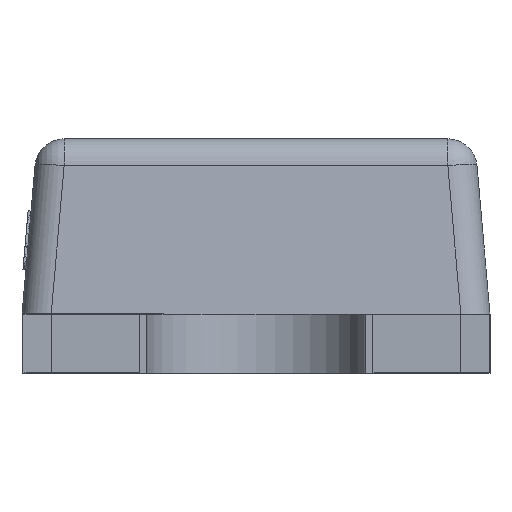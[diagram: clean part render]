
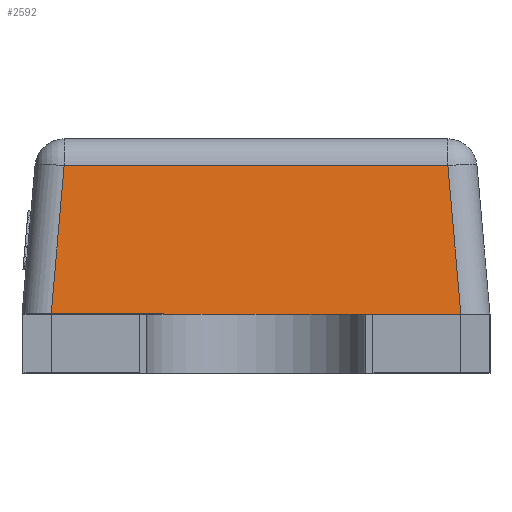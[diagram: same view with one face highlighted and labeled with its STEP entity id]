
A CAD part, left-side view. The second image highlights one B-rep face of the part: STEP entity #2592.
In plain terms, the highlighted planar face has unit normal (-0.996, 0, 0.087).
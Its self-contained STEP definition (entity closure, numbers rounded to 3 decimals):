
#87 = ORIENTED_EDGE ( 'NONE', *, *, #9168, .T. ) ;
#868 = VECTOR ( 'NONE', #10181, 1000. ) ;
#1056 = VERTEX_POINT ( 'NONE', #6817 ) ;
#1417 = LINE ( 'NONE', #7720, #8960 ) ;
#2592 = ADVANCED_FACE ( 'NONE', ( #7989 ), #11768, .T. ) ;
#2787 = DIRECTION ( 'NONE',  ( -0.996, 0., 0.087 ) ) ;
#2943 = VECTOR ( 'NONE', #14179, 1000. ) ;
#2967 = CARTESIAN_POINT ( 'NONE',  ( -1.001, 0.701, 0.191 ) ) ;
#4258 = LINE ( 'NONE', #9209, #2943 ) ;
#5457 = CARTESIAN_POINT ( 'NONE',  ( -1., 0.7, 0.2 ) ) ;
#5714 = LINE ( 'NONE', #8213, #10502 ) ;
#6038 = EDGE_CURVE ( 'NONE', #1056, #14435, #1417, .T. ) ;
#6817 = CARTESIAN_POINT ( 'NONE',  ( -1., -0.7, 0.2 ) ) ;
#6846 = CARTESIAN_POINT ( 'NONE',  ( -0.955, -0.656, 0.709 ) ) ;
#7621 = VERTEX_POINT ( 'NONE', #5457 ) ;
#7720 = CARTESIAN_POINT ( 'NONE',  ( -0.989, -0.689, 0.329 ) ) ;
#7967 = LINE ( 'NONE', #2967, #868 ) ;
#7970 = EDGE_LOOP ( 'NONE', ( #9656, #15690, #87, #14771 ) ) ;
#7989 = FACE_OUTER_BOUND ( 'NONE', #7970, .T. ) ;
#8213 = CARTESIAN_POINT ( 'NONE',  ( -0.955, 0.748, 0.709 ) ) ;
#8682 = EDGE_CURVE ( 'NONE', #7621, #1056, #4258, .T. ) ;
#8960 = VECTOR ( 'NONE', #15060, 1000. ) ;
#9168 = EDGE_CURVE ( 'NONE', #14435, #15768, #5714, .T. ) ;
#9209 = CARTESIAN_POINT ( 'NONE',  ( -1., 0.8, 0.2 ) ) ;
#9656 = ORIENTED_EDGE ( 'NONE', *, *, #8682, .T. ) ;
#10181 = DIRECTION ( 'NONE',  ( -0.087, 0.087, -0.992 ) ) ;
#10502 = VECTOR ( 'NONE', #11970, 1000. ) ;
#11768 = PLANE ( 'NONE',  #15170 ) ;
#11970 = DIRECTION ( 'NONE',  ( 0., 1., 0. ) ) ;
#12431 = CARTESIAN_POINT ( 'NONE',  ( -1., 0.8, 0.2 ) ) ;
#14179 = DIRECTION ( 'NONE',  ( 0., -1., 0. ) ) ;
#14435 = VERTEX_POINT ( 'NONE', #6846 ) ;
#14650 = EDGE_CURVE ( 'NONE', #15768, #7621, #7967, .T. ) ;
#14771 = ORIENTED_EDGE ( 'NONE', *, *, #14650, .T. ) ;
#15060 = DIRECTION ( 'NONE',  ( 0.087, 0.087, 0.992 ) ) ;
#15170 = AXIS2_PLACEMENT_3D ( 'NONE', #12431, #2787, #16028 ) ;
#15690 = ORIENTED_EDGE ( 'NONE', *, *, #6038, .T. ) ;
#15768 = VERTEX_POINT ( 'NONE', #16035 ) ;
#16028 = DIRECTION ( 'NONE',  ( 0.087, 0., 0.996 ) ) ;
#16035 = CARTESIAN_POINT ( 'NONE',  ( -0.955, 0.656, 0.709 ) ) ;
